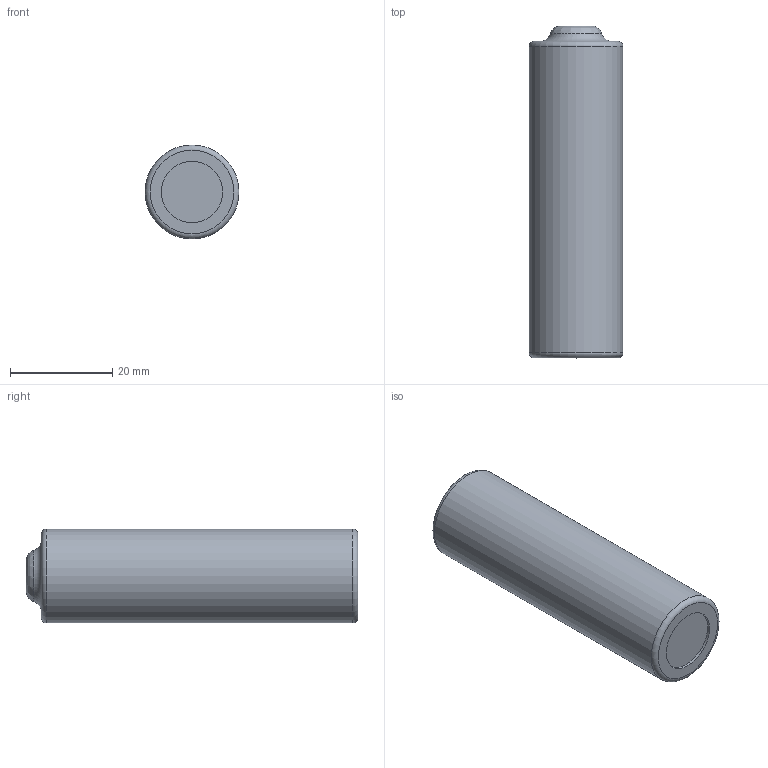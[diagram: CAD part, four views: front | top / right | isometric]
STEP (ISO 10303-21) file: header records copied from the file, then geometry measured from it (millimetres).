
FILE_DESCRIPTION(/* description */ (''),/* implementation_level */ '2;1');
FILE_NAME(/* name */ '18650.stp',/* time_stamp */ '2024-05-04T20:33:42-04:00',/* author */ ('stom0701'),/* organization */ (''),/* preprocessor_version */ 'ST-DEVELOPER v20',/* originating_system */ 'Autodesk Inventor 2024',/* authorisation */ '');
FILE_SCHEMA (('AUTOMOTIVE_DESIGN { 1 0 10303 214 3 1 1 }'));
Length unit declared in the file: millimetre
Products named in the file (1): 18650
Bounding box: 18.4 x 65 x 18.4 mm (x, y, z)
Volume: 16650.9 mm3; surface area: 4128.6 mm2
Topology: 1 solids, 1 shells, 10 faces, 18 edges, 12 vertices
Faces by surface type: plane 4, torus 3, cylinder 2, bspline 1
Full cylindrical faces by diameter (mm): 12 x1, 18.4 x1
Entity records: 408 total; most frequent: CARTESIAN_POINT 132, DIRECTION 48, ORIENTED_EDGE 36, AXIS2_PLACEMENT_3D 23, EDGE_CURVE 18, CIRCLE 13, EDGE_LOOP 12, VERTEX_POINT 12
